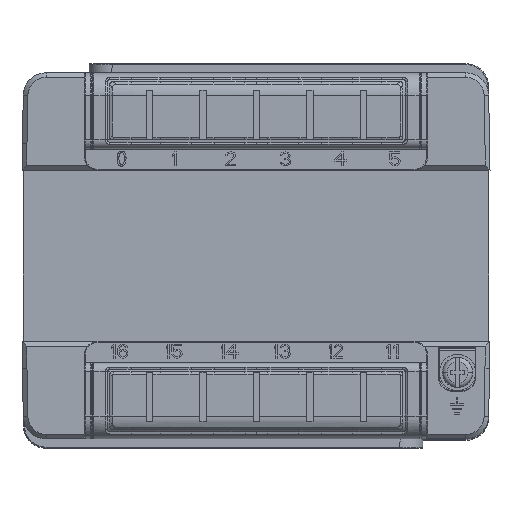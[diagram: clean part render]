
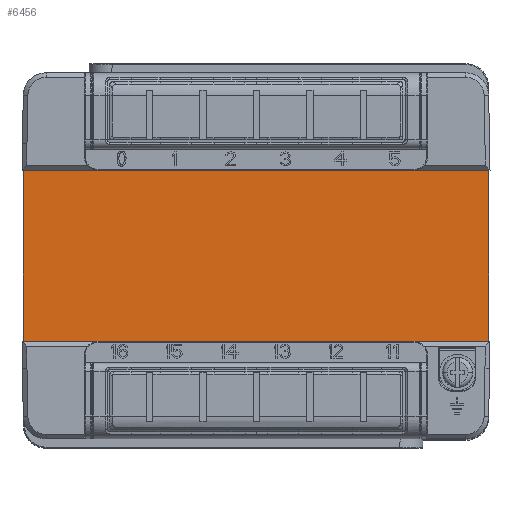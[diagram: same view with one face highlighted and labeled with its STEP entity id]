
A CAD part, top view. The second image highlights one B-rep face of the part: STEP entity #6456.
In plain terms, the highlighted face is planar.
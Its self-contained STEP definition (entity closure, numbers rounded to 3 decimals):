
#5889=DIRECTION('',(1.,0.,0.));
#5890=VECTOR('',#5889,102.);
#5891=CARTESIAN_POINT('',(-51.,-42.5,-20.25));
#5892=LINE('',#5891,#5890);
#5993=DIRECTION('',(1.,0.,0.));
#5994=VECTOR('',#5993,102.);
#5995=CARTESIAN_POINT('',(-51.,-42.5,20.25));
#5996=LINE('',#5995,#5994);
#6061=DIRECTION('',(0.,0.,1.));
#6062=VECTOR('',#6061,40.5);
#6063=CARTESIAN_POINT('',(51.,-42.5,-20.25));
#6064=LINE('',#6063,#6062);
#6065=DIRECTION('',(0.,0.,1.));
#6066=VECTOR('',#6065,40.5);
#6067=CARTESIAN_POINT('',(-51.,-42.5,-20.25));
#6068=LINE('',#6067,#6066);
#6118=CARTESIAN_POINT('',(-51.,-42.5,-20.25));
#6120=VERTEX_POINT('',#6118);
#6121=CARTESIAN_POINT('',(51.,-42.5,-20.25));
#6122=VERTEX_POINT('',#6121);
#6158=CARTESIAN_POINT('',(-51.,-42.5,20.25));
#6160=VERTEX_POINT('',#6158);
#6161=CARTESIAN_POINT('',(51.,-42.5,20.25));
#6162=VERTEX_POINT('',#6161);
#6445=CARTESIAN_POINT('',(-51.,-42.5,-20.25));
#6446=DIRECTION('',(0.,-1.,0.));
#6447=DIRECTION('',(1.,0.,0.));
#6448=AXIS2_PLACEMENT_3D('',#6445,#6446,#6447);
#6449=PLANE('',#6448);
#6450=ORIENTED_EDGE('',*,*,#6188,.F.);
#6451=ORIENTED_EDGE('',*,*,#6414,.T.);
#6452=ORIENTED_EDGE('',*,*,#6280,.T.);
#6453=ORIENTED_EDGE('',*,*,#6438,.F.);
#6454=EDGE_LOOP('',(#6450,#6451,#6452,#6453));
#6455=FACE_OUTER_BOUND('',#6454,.F.);
#6188=EDGE_CURVE('',#6120,#6122,#5892,.T.);
#6280=EDGE_CURVE('',#6160,#6162,#5996,.T.);
#6414=EDGE_CURVE('',#6120,#6160,#6068,.T.);
#6438=EDGE_CURVE('',#6122,#6162,#6064,.T.);
#6456=ADVANCED_FACE('',(#6455),#6449,.T.);
